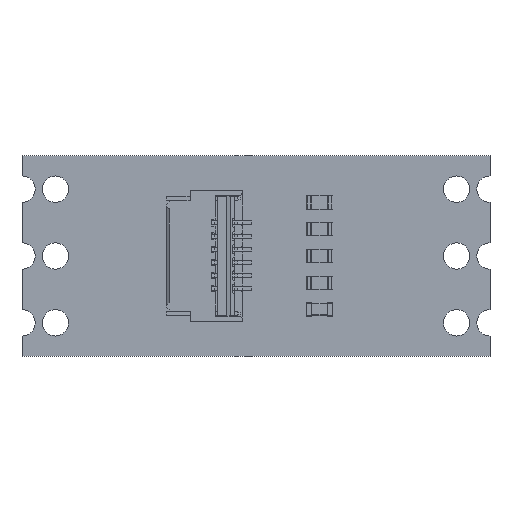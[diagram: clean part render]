
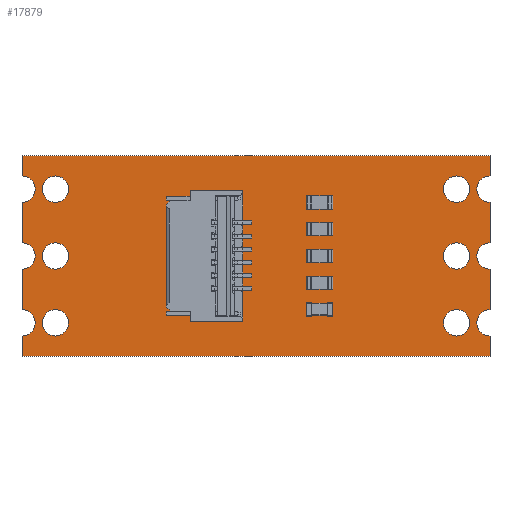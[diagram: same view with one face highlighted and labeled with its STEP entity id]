
A CAD part, top view. The second image highlights one B-rep face of the part: STEP entity #17879.
In plain terms, the highlighted planar face has unit normal (0, 0, 1).
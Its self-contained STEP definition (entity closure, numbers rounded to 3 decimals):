
#17599 = VERTEX_POINT('',#17600);
#17600 = CARTESIAN_POINT('',(17.78,0.,0.6));
#17606 = EDGE_CURVE('',#17599,#17607,#17609,.T.);
#17607 = VERTEX_POINT('',#17608);
#17608 = CARTESIAN_POINT('',(0.,0.,0.6));
#17609 = LINE('',#17610,#17611);
#17610 = CARTESIAN_POINT('',(17.78,0.,0.6));
#17611 = VECTOR('',#17612,1.);
#17612 = DIRECTION('',(-1.,0.,0.));
#17645 = VERTEX_POINT('',#17646);
#17646 = CARTESIAN_POINT('',(17.78,0.77,0.6));
#17652 = EDGE_CURVE('',#17645,#17599,#17653,.T.);
#17653 = LINE('',#17654,#17655);
#17654 = CARTESIAN_POINT('',(17.78,7.62,0.6));
#17655 = VECTOR('',#17656,1.);
#17656 = DIRECTION('',(0.,-1.,0.));
#17676 = EDGE_CURVE('',#17607,#17677,#17679,.T.);
#17677 = VERTEX_POINT('',#17678);
#17678 = CARTESIAN_POINT('',(0.,0.77,0.6));
#17679 = LINE('',#17680,#17681);
#17680 = CARTESIAN_POINT('',(0.,0.,0.6));
#17681 = VECTOR('',#17682,1.);
#17682 = DIRECTION('',(0.,1.,0.));
#17879 = ADVANCED_FACE('',(#17880,#17993,#18004,#18015,#18026,#18037,
    #18048),#18059,.F.);
#17880 = FACE_BOUND('',#17881,.F.);
#17881 = EDGE_LOOP('',(#17882,#17883,#17884,#17885,#17894,#17902,#17911,
    #17919,#17928,#17936,#17944,#17952,#17961,#17969,#17978,#17986));
#17882 = ORIENTED_EDGE('',*,*,#17652,.T.);
#17883 = ORIENTED_EDGE('',*,*,#17606,.T.);
#17884 = ORIENTED_EDGE('',*,*,#17676,.T.);
#17885 = ORIENTED_EDGE('',*,*,#17886,.F.);
#17886 = EDGE_CURVE('',#17887,#17677,#17889,.T.);
#17887 = VERTEX_POINT('',#17888);
#17888 = CARTESIAN_POINT('',(0.,1.77,0.6));
#17889 = CIRCLE('',#17890,0.5);
#17890 = AXIS2_PLACEMENT_3D('',#17891,#17892,#17893);
#17891 = CARTESIAN_POINT('',(0.,1.27,0.6));
#17892 = DIRECTION('',(-0.,0.,-1.));
#17893 = DIRECTION('',(0.,-1.,-0.));
#17894 = ORIENTED_EDGE('',*,*,#17895,.T.);
#17895 = EDGE_CURVE('',#17887,#17896,#17898,.T.);
#17896 = VERTEX_POINT('',#17897);
#17897 = CARTESIAN_POINT('',(0.,3.31,0.6));
#17898 = LINE('',#17899,#17900);
#17899 = CARTESIAN_POINT('',(0.,0.,0.6));
#17900 = VECTOR('',#17901,1.);
#17901 = DIRECTION('',(0.,1.,0.));
#17902 = ORIENTED_EDGE('',*,*,#17903,.F.);
#17903 = EDGE_CURVE('',#17904,#17896,#17906,.T.);
#17904 = VERTEX_POINT('',#17905);
#17905 = CARTESIAN_POINT('',(0.,4.31,0.6));
#17906 = CIRCLE('',#17907,0.5);
#17907 = AXIS2_PLACEMENT_3D('',#17908,#17909,#17910);
#17908 = CARTESIAN_POINT('',(0.,3.81,0.6));
#17909 = DIRECTION('',(-0.,0.,-1.));
#17910 = DIRECTION('',(0.,-1.,-0.));
#17911 = ORIENTED_EDGE('',*,*,#17912,.T.);
#17912 = EDGE_CURVE('',#17904,#17913,#17915,.T.);
#17913 = VERTEX_POINT('',#17914);
#17914 = CARTESIAN_POINT('',(0.,5.85,0.6));
#17915 = LINE('',#17916,#17917);
#17916 = CARTESIAN_POINT('',(0.,0.,0.6));
#17917 = VECTOR('',#17918,1.);
#17918 = DIRECTION('',(0.,1.,0.));
#17919 = ORIENTED_EDGE('',*,*,#17920,.F.);
#17920 = EDGE_CURVE('',#17921,#17913,#17923,.T.);
#17921 = VERTEX_POINT('',#17922);
#17922 = CARTESIAN_POINT('',(0.,6.85,0.6));
#17923 = CIRCLE('',#17924,0.5);
#17924 = AXIS2_PLACEMENT_3D('',#17925,#17926,#17927);
#17925 = CARTESIAN_POINT('',(0.,6.35,0.6));
#17926 = DIRECTION('',(-0.,0.,-1.));
#17927 = DIRECTION('',(0.,-1.,-0.));
#17928 = ORIENTED_EDGE('',*,*,#17929,.T.);
#17929 = EDGE_CURVE('',#17921,#17930,#17932,.T.);
#17930 = VERTEX_POINT('',#17931);
#17931 = CARTESIAN_POINT('',(0.,7.62,0.6));
#17932 = LINE('',#17933,#17934);
#17933 = CARTESIAN_POINT('',(0.,0.,0.6));
#17934 = VECTOR('',#17935,1.);
#17935 = DIRECTION('',(0.,1.,0.));
#17936 = ORIENTED_EDGE('',*,*,#17937,.T.);
#17937 = EDGE_CURVE('',#17930,#17938,#17940,.T.);
#17938 = VERTEX_POINT('',#17939);
#17939 = CARTESIAN_POINT('',(17.78,7.62,0.6));
#17940 = LINE('',#17941,#17942);
#17941 = CARTESIAN_POINT('',(0.,7.62,0.6));
#17942 = VECTOR('',#17943,1.);
#17943 = DIRECTION('',(1.,0.,0.));
#17944 = ORIENTED_EDGE('',*,*,#17945,.T.);
#17945 = EDGE_CURVE('',#17938,#17946,#17948,.T.);
#17946 = VERTEX_POINT('',#17947);
#17947 = CARTESIAN_POINT('',(17.78,6.85,0.6));
#17948 = LINE('',#17949,#17950);
#17949 = CARTESIAN_POINT('',(17.78,7.62,0.6));
#17950 = VECTOR('',#17951,1.);
#17951 = DIRECTION('',(0.,-1.,0.));
#17952 = ORIENTED_EDGE('',*,*,#17953,.F.);
#17953 = EDGE_CURVE('',#17954,#17946,#17956,.T.);
#17954 = VERTEX_POINT('',#17955);
#17955 = CARTESIAN_POINT('',(17.78,5.85,0.6));
#17956 = CIRCLE('',#17957,0.5);
#17957 = AXIS2_PLACEMENT_3D('',#17958,#17959,#17960);
#17958 = CARTESIAN_POINT('',(17.78,6.35,0.6));
#17959 = DIRECTION('',(-0.,0.,-1.));
#17960 = DIRECTION('',(-0.,-1.,0.));
#17961 = ORIENTED_EDGE('',*,*,#17962,.T.);
#17962 = EDGE_CURVE('',#17954,#17963,#17965,.T.);
#17963 = VERTEX_POINT('',#17964);
#17964 = CARTESIAN_POINT('',(17.78,4.31,0.6));
#17965 = LINE('',#17966,#17967);
#17966 = CARTESIAN_POINT('',(17.78,7.62,0.6));
#17967 = VECTOR('',#17968,1.);
#17968 = DIRECTION('',(0.,-1.,0.));
#17969 = ORIENTED_EDGE('',*,*,#17970,.F.);
#17970 = EDGE_CURVE('',#17971,#17963,#17973,.T.);
#17971 = VERTEX_POINT('',#17972);
#17972 = CARTESIAN_POINT('',(17.78,3.31,0.6));
#17973 = CIRCLE('',#17974,0.5);
#17974 = AXIS2_PLACEMENT_3D('',#17975,#17976,#17977);
#17975 = CARTESIAN_POINT('',(17.78,3.81,0.6));
#17976 = DIRECTION('',(-0.,0.,-1.));
#17977 = DIRECTION('',(-0.,-1.,0.));
#17978 = ORIENTED_EDGE('',*,*,#17979,.T.);
#17979 = EDGE_CURVE('',#17971,#17980,#17982,.T.);
#17980 = VERTEX_POINT('',#17981);
#17981 = CARTESIAN_POINT('',(17.78,1.77,0.6));
#17982 = LINE('',#17983,#17984);
#17983 = CARTESIAN_POINT('',(17.78,7.62,0.6));
#17984 = VECTOR('',#17985,1.);
#17985 = DIRECTION('',(0.,-1.,0.));
#17986 = ORIENTED_EDGE('',*,*,#17987,.F.);
#17987 = EDGE_CURVE('',#17645,#17980,#17988,.T.);
#17988 = CIRCLE('',#17989,0.5);
#17989 = AXIS2_PLACEMENT_3D('',#17990,#17991,#17992);
#17990 = CARTESIAN_POINT('',(17.78,1.27,0.6));
#17991 = DIRECTION('',(-0.,0.,-1.));
#17992 = DIRECTION('',(-0.,-1.,0.));
#17993 = FACE_BOUND('',#17994,.F.);
#17994 = EDGE_LOOP('',(#17995));
#17995 = ORIENTED_EDGE('',*,*,#17996,.F.);
#17996 = EDGE_CURVE('',#17997,#17997,#17999,.T.);
#17997 = VERTEX_POINT('',#17998);
#17998 = CARTESIAN_POINT('',(16.51,0.77,0.6));
#17999 = CIRCLE('',#18000,0.5);
#18000 = AXIS2_PLACEMENT_3D('',#18001,#18002,#18003);
#18001 = CARTESIAN_POINT('',(16.51,1.27,0.6));
#18002 = DIRECTION('',(-0.,0.,-1.));
#18003 = DIRECTION('',(-0.,-1.,0.));
#18004 = FACE_BOUND('',#18005,.F.);
#18005 = EDGE_LOOP('',(#18006));
#18006 = ORIENTED_EDGE('',*,*,#18007,.F.);
#18007 = EDGE_CURVE('',#18008,#18008,#18010,.T.);
#18008 = VERTEX_POINT('',#18009);
#18009 = CARTESIAN_POINT('',(1.27,0.77,0.6));
#18010 = CIRCLE('',#18011,0.5);
#18011 = AXIS2_PLACEMENT_3D('',#18012,#18013,#18014);
#18012 = CARTESIAN_POINT('',(1.27,1.27,0.6));
#18013 = DIRECTION('',(-0.,0.,-1.));
#18014 = DIRECTION('',(-0.,-1.,0.));
#18015 = FACE_BOUND('',#18016,.F.);
#18016 = EDGE_LOOP('',(#18017));
#18017 = ORIENTED_EDGE('',*,*,#18018,.F.);
#18018 = EDGE_CURVE('',#18019,#18019,#18021,.T.);
#18019 = VERTEX_POINT('',#18020);
#18020 = CARTESIAN_POINT('',(16.51,3.31,0.6));
#18021 = CIRCLE('',#18022,0.5);
#18022 = AXIS2_PLACEMENT_3D('',#18023,#18024,#18025);
#18023 = CARTESIAN_POINT('',(16.51,3.81,0.6));
#18024 = DIRECTION('',(-0.,0.,-1.));
#18025 = DIRECTION('',(-0.,-1.,0.));
#18026 = FACE_BOUND('',#18027,.F.);
#18027 = EDGE_LOOP('',(#18028));
#18028 = ORIENTED_EDGE('',*,*,#18029,.F.);
#18029 = EDGE_CURVE('',#18030,#18030,#18032,.T.);
#18030 = VERTEX_POINT('',#18031);
#18031 = CARTESIAN_POINT('',(16.51,5.85,0.6));
#18032 = CIRCLE('',#18033,0.5);
#18033 = AXIS2_PLACEMENT_3D('',#18034,#18035,#18036);
#18034 = CARTESIAN_POINT('',(16.51,6.35,0.6));
#18035 = DIRECTION('',(-0.,0.,-1.));
#18036 = DIRECTION('',(-0.,-1.,0.));
#18037 = FACE_BOUND('',#18038,.F.);
#18038 = EDGE_LOOP('',(#18039));
#18039 = ORIENTED_EDGE('',*,*,#18040,.F.);
#18040 = EDGE_CURVE('',#18041,#18041,#18043,.T.);
#18041 = VERTEX_POINT('',#18042);
#18042 = CARTESIAN_POINT('',(1.27,3.31,0.6));
#18043 = CIRCLE('',#18044,0.5);
#18044 = AXIS2_PLACEMENT_3D('',#18045,#18046,#18047);
#18045 = CARTESIAN_POINT('',(1.27,3.81,0.6));
#18046 = DIRECTION('',(-0.,0.,-1.));
#18047 = DIRECTION('',(-0.,-1.,0.));
#18048 = FACE_BOUND('',#18049,.F.);
#18049 = EDGE_LOOP('',(#18050));
#18050 = ORIENTED_EDGE('',*,*,#18051,.F.);
#18051 = EDGE_CURVE('',#18052,#18052,#18054,.T.);
#18052 = VERTEX_POINT('',#18053);
#18053 = CARTESIAN_POINT('',(1.27,5.85,0.6));
#18054 = CIRCLE('',#18055,0.5);
#18055 = AXIS2_PLACEMENT_3D('',#18056,#18057,#18058);
#18056 = CARTESIAN_POINT('',(1.27,6.35,0.6));
#18057 = DIRECTION('',(-0.,0.,-1.));
#18058 = DIRECTION('',(-0.,-1.,0.));
#18059 = PLANE('',#18060);
#18060 = AXIS2_PLACEMENT_3D('',#18061,#18062,#18063);
#18061 = CARTESIAN_POINT('',(8.89,3.81,0.6));
#18062 = DIRECTION('',(-0.,-0.,-1.));
#18063 = DIRECTION('',(-1.,0.,0.));
